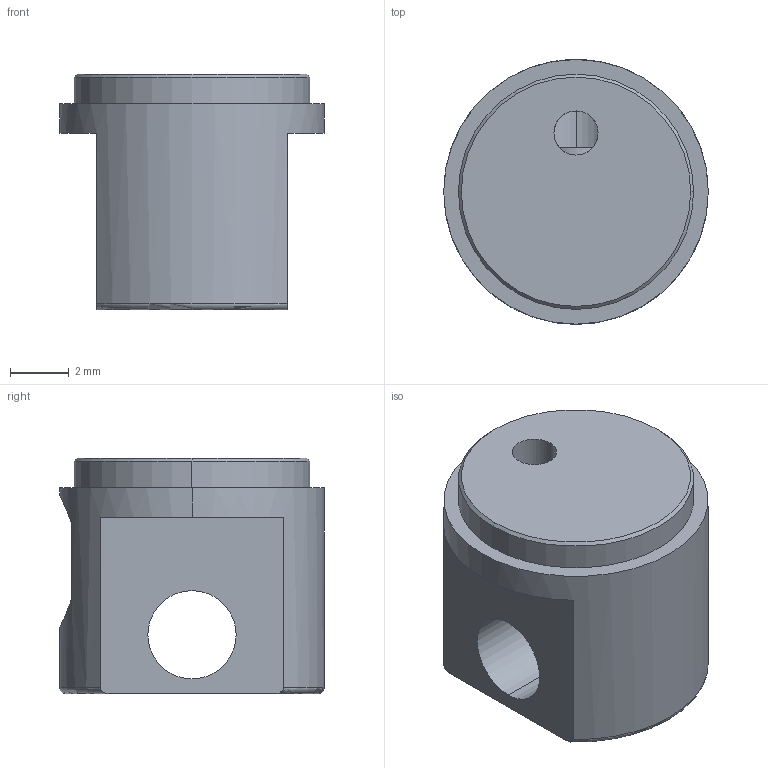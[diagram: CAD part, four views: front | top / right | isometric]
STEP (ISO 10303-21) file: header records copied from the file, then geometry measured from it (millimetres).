
FILE_DESCRIPTION (( 'STEP AP214' ), '1' );
FILE_NAME ('ktp_2765_bout_verin_porte_9mm.STEP', '2020-09-29T12:17:57', ( 'Maxime' ), ( '' ), 'SwSTEP 2.0', 'SolidWorks 2020', '' );
FILE_SCHEMA (( 'AUTOMOTIVE_DESIGN' ));
Length unit declared in the file: millimetre
Products named in the file (1): ktp_2765_bout_verin_porte_9mm
Bounding box: 9 x 9 x 8 mm (x, y, z)
Volume: 364.2 mm3; surface area: 417 mm2
Topology: 1 solids, 1 shells, 27 faces, 65 edges, 42 vertices
Faces by surface type: cylinder 14, plane 9, cone 2, torus 2
Entity records: 937 total; most frequent: CARTESIAN_POINT 235, DIRECTION 139, ORIENTED_EDGE 130, EDGE_CURVE 65, AXIS2_PLACEMENT_3D 58, VERTEX_POINT 42, EDGE_LOOP 33, CIRCLE 30
